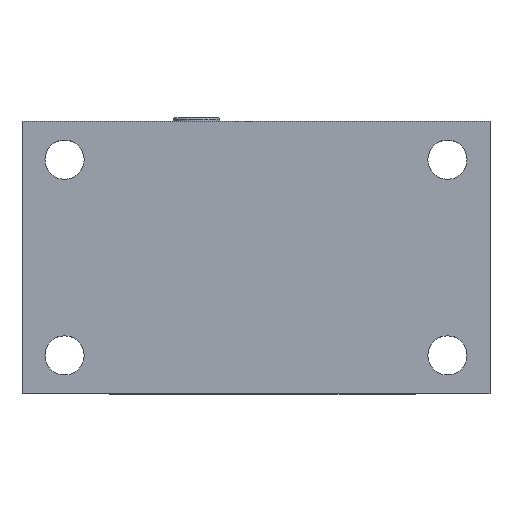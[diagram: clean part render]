
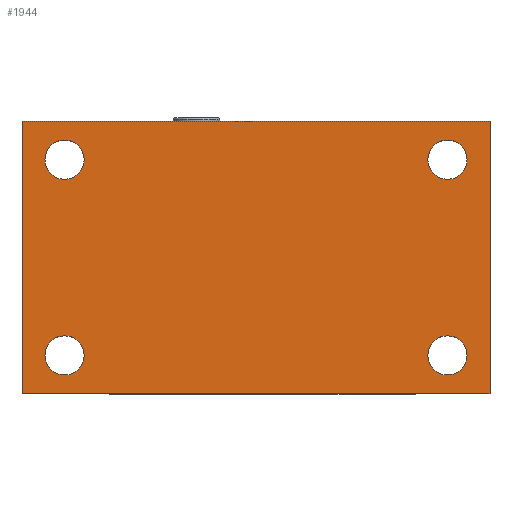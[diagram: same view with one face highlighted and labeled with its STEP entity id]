
A CAD part, top view. The second image highlights one B-rep face of the part: STEP entity #1944.
In plain terms, the highlighted planar face has unit normal (0, 0, 1).
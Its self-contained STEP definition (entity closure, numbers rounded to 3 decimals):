
#192=LINE($,#3366,#319);
#195=LINE($,#3371,#322);
#197=LINE($,#3375,#324);
#199=LINE($,#3378,#326);
#319=VECTOR($,#2651,32.);
#322=VECTOR($,#2656,55.);
#324=VECTOR($,#2660,32.);
#326=VECTOR($,#2664,55.);
#410=PLANE($,#2150);
#495=FACE_BOUND($,#835,.T.);
#496=FACE_BOUND($,#836,.T.);
#497=FACE_BOUND($,#837,.T.);
#498=FACE_BOUND($,#838,.T.);
#625=FACE_OUTER_BOUND($,#834,.T.);
#834=EDGE_LOOP($,(#1728,#1729,#1730,#1731));
#835=EDGE_LOOP($,(#1732));
#836=EDGE_LOOP($,(#1733));
#837=EDGE_LOOP($,(#1734));
#838=EDGE_LOOP($,(#1735));
#925=CIRCLE($,#2139,2.3);
#926=CIRCLE($,#2141,2.3);
#927=CIRCLE($,#2143,2.3);
#928=CIRCLE($,#2145,2.3);
#1073=VERTEX_POINT($,#3352);
#1074=VERTEX_POINT($,#3355);
#1075=VERTEX_POINT($,#3358);
#1076=VERTEX_POINT($,#3361);
#1077=VERTEX_POINT($,#3364);
#1078=VERTEX_POINT($,#3365);
#1079=VERTEX_POINT($,#3370);
#1080=VERTEX_POINT($,#3374);
#1294=EDGE_CURVE($,#1073,#1073,#925,.T.);
#1295=EDGE_CURVE($,#1074,#1074,#926,.T.);
#1296=EDGE_CURVE($,#1075,#1075,#927,.T.);
#1297=EDGE_CURVE($,#1076,#1076,#928,.T.);
#1298=EDGE_CURVE($,#1077,#1078,#192,.T.);
#1301=EDGE_CURVE($,#1078,#1079,#195,.T.);
#1303=EDGE_CURVE($,#1079,#1080,#197,.T.);
#1305=EDGE_CURVE($,#1080,#1077,#199,.T.);
#1728=ORIENTED_EDGE($,*,*,#1298,.F.);
#1729=ORIENTED_EDGE($,*,*,#1305,.F.);
#1730=ORIENTED_EDGE($,*,*,#1303,.F.);
#1731=ORIENTED_EDGE($,*,*,#1301,.F.);
#1732=ORIENTED_EDGE($,*,*,#1294,.T.);
#1733=ORIENTED_EDGE($,*,*,#1295,.T.);
#1734=ORIENTED_EDGE($,*,*,#1296,.T.);
#1735=ORIENTED_EDGE($,*,*,#1297,.T.);
#1944=ADVANCED_FACE($,(#625,#495,#496,#497,#498),#410,.T.);
#2139=AXIS2_PLACEMENT_3D($,#3353,#2635,#2636);
#2141=AXIS2_PLACEMENT_3D($,#3356,#2639,#2640);
#2143=AXIS2_PLACEMENT_3D($,#3359,#2643,#2644);
#2145=AXIS2_PLACEMENT_3D($,#3362,#2647,#2648);
#2150=AXIS2_PLACEMENT_3D($,#3379,#2665,#2666);
#2635=DIRECTION('center_axis',(0.,0.,-1.));
#2636=DIRECTION('ref_axis',(-1.,0.,0.));
#2639=DIRECTION('center_axis',(0.,0.,-1.));
#2640=DIRECTION('ref_axis',(-1.,0.,0.));
#2643=DIRECTION('center_axis',(0.,0.,-1.));
#2644=DIRECTION('ref_axis',(-1.,0.,0.));
#2647=DIRECTION('center_axis',(0.,0.,-1.));
#2648=DIRECTION('ref_axis',(-1.,0.,0.));
#2651=DIRECTION($,(0.,1.,0.));
#2656=DIRECTION($,(1.,0.,0.));
#2660=DIRECTION($,(0.,-1.,0.));
#2664=DIRECTION($,(-1.,0.,0.));
#2665=DIRECTION('center_axis',(0.,0.,1.));
#2666=DIRECTION('ref_axis',(1.,0.,0.));
#3352=CARTESIAN_POINT('',(5.3,0.5,6.));
#3353=CARTESIAN_POINT('Origin',(3.,0.5,6.));
#3355=CARTESIAN_POINT('',(50.3,0.5,6.));
#3356=CARTESIAN_POINT('Origin',(48.,0.5,6.));
#3358=CARTESIAN_POINT('',(50.3,23.5,6.));
#3359=CARTESIAN_POINT('Origin',(48.,23.5,6.));
#3361=CARTESIAN_POINT('',(5.3,23.5,6.));
#3362=CARTESIAN_POINT('Origin',(3.,23.5,6.));
#3364=CARTESIAN_POINT('',(-2.,-4.,6.));
#3365=CARTESIAN_POINT('',(-2.,28.,6.));
#3366=CARTESIAN_POINT($,(-2.,-4.,6.));
#3370=CARTESIAN_POINT('',(53.,28.,6.));
#3371=CARTESIAN_POINT($,(-2.,28.,6.));
#3374=CARTESIAN_POINT('',(53.,-4.,6.));
#3375=CARTESIAN_POINT($,(53.,28.,6.));
#3378=CARTESIAN_POINT($,(53.,-4.,6.));
#3379=CARTESIAN_POINT('Origin',(25.5,12.,6.));
